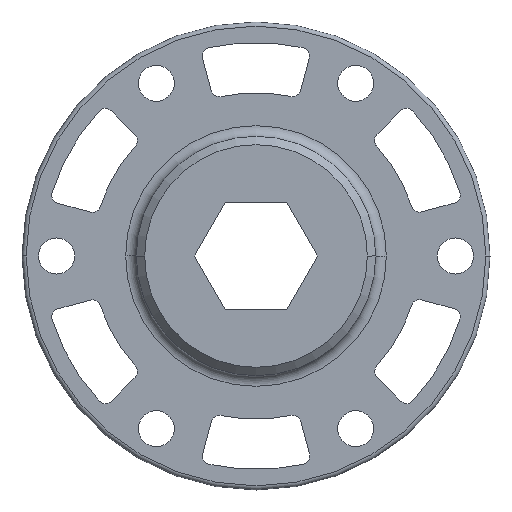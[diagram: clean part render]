
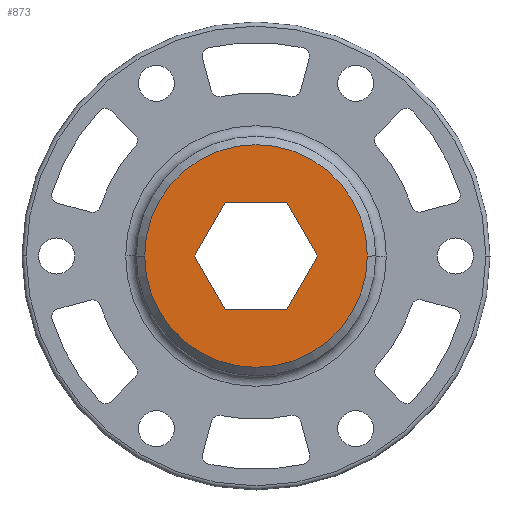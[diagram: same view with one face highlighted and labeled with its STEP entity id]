
A CAD part, left-side view. The second image highlights one B-rep face of the part: STEP entity #873.
In plain terms, the highlighted planar face has unit normal (-1, 0, 0).
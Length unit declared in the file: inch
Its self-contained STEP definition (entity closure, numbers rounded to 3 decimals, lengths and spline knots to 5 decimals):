
#2 = CARTESIAN_POINT ( 'NONE',  ( 0., -0.14463, 0.2505 ) ) ;
#7 = EDGE_CURVE ( 'NONE', #255, #965, #2281, .T. ) ;
#13 = EDGE_CURVE ( 'NONE', #965, #1069, #500, .T. ) ;
#15 = DIRECTION ( 'NONE',  ( 0., -0.5, -0.866 ) ) ;
#27 = EDGE_CURVE ( 'NONE', #2815, #569, #1077, .T. ) ;
#34 = CARTESIAN_POINT ( 'NONE',  ( 0., 0.28925, 0. ) ) ;
#74 = EDGE_CURVE ( 'NONE', #1069, #2318, #994, .T. ) ;
#79 = EDGE_CURVE ( 'NONE', #2318, #2398, #2884, .T. ) ;
#105 = EDGE_CURVE ( 'NONE', #2398, #2654, #1993, .T. ) ;
#125 = EDGE_CURVE ( 'NONE', #2654, #255, #2610, .T. ) ;
#169 = ORIENTED_EDGE ( 'NONE', *, *, #79, .T. ) ;
#183 = ORIENTED_EDGE ( 'NONE', *, *, #105, .T. ) ;
#224 = EDGE_LOOP ( 'NONE', ( #2690, #2532, #607, #169, #183, #707 ) ) ;
#237 = DIRECTION ( 'NONE',  ( 0., -1., 0. ) ) ;
#255 = VERTEX_POINT ( 'NONE', #581 ) ;
#270 = VECTOR ( 'NONE', #15, 39.37008 ) ;
#288 = CARTESIAN_POINT ( 'NONE',  ( 0., 0.14463, 0.2505 ) ) ;
#309 = CARTESIAN_POINT ( 'NONE',  ( 0., -0.14463, 0.2505 ) ) ;
#359 = DIRECTION ( 'NONE',  ( 0., -0.5, 0.866 ) ) ;
#363 = CARTESIAN_POINT ( 'NONE',  ( 0., 0.28925, 0. ) ) ;
#388 = FACE_BOUND ( 'NONE', #224, .T. ) ;
#426 = VECTOR ( 'NONE', #639, 39.37008 ) ;
#498 = CARTESIAN_POINT ( 'NONE',  ( 0., -0.28925, 0. ) ) ;
#500 = LINE ( 'NONE', #782, #426 ) ;
#569 = VERTEX_POINT ( 'NONE', #1354 ) ;
#581 = CARTESIAN_POINT ( 'NONE',  ( 0., -0.14463, -0.2505 ) ) ;
#588 = DIRECTION ( 'NONE',  ( 0., -1., 0. ) ) ;
#590 = DIRECTION ( 'NONE',  ( -1., 0., 0. ) ) ;
#597 = CARTESIAN_POINT ( 'NONE',  ( 0., 0., 0. ) ) ;
#606 = AXIS2_PLACEMENT_3D ( 'NONE', #2792, #2991, #1644 ) ;
#607 = ORIENTED_EDGE ( 'NONE', *, *, #74, .T. ) ;
#639 = DIRECTION ( 'NONE',  ( 0., 0.5, 0.866 ) ) ;
#665 = CARTESIAN_POINT ( 'NONE',  ( 0., -0.14463, -0.2505 ) ) ;
#672 = DIRECTION ( 'NONE',  ( 0., 1., 0. ) ) ;
#707 = ORIENTED_EDGE ( 'NONE', *, *, #125, .T. ) ;
#727 = PLANE ( 'NONE',  #606 ) ;
#782 = CARTESIAN_POINT ( 'NONE',  ( 0., 0.14463, -0.2505 ) ) ;
#873 = ADVANCED_FACE ( 'NONE', ( #1491, #388 ), #727, .T. ) ;
#927 = VECTOR ( 'NONE', #237, 39.37008 ) ;
#965 = VERTEX_POINT ( 'NONE', #1151 ) ;
#989 = EDGE_CURVE ( 'NONE', #569, #2815, #1281, .T. ) ;
#994 = LINE ( 'NONE', #363, #2749 ) ;
#1069 = VERTEX_POINT ( 'NONE', #34 ) ;
#1077 = CIRCLE ( 'NONE', #1490, 0.52342 ) ;
#1109 = ORIENTED_EDGE ( 'NONE', *, *, #989, .T. ) ;
#1151 = CARTESIAN_POINT ( 'NONE',  ( 0., 0.14463, -0.2505 ) ) ;
#1224 = DIRECTION ( 'NONE',  ( 0., -1., 0. ) ) ;
#1281 = CIRCLE ( 'NONE', #2580, 0.52342 ) ;
#1354 = CARTESIAN_POINT ( 'NONE',  ( 0., -0.52342, 0. ) ) ;
#1490 = AXIS2_PLACEMENT_3D ( 'NONE', #597, #590, #588 ) ;
#1491 = FACE_OUTER_BOUND ( 'NONE', #2719, .T. ) ;
#1644 = DIRECTION ( 'NONE',  ( 0., -1., 0. ) ) ;
#1653 = DIRECTION ( 'NONE',  ( -1., 0., 0. ) ) ;
#1671 = VECTOR ( 'NONE', #672, 39.37008 ) ;
#1675 = CARTESIAN_POINT ( 'NONE',  ( 0., 0.14463, 0.2505 ) ) ;
#1925 = VECTOR ( 'NONE', #2788, 39.37008 ) ;
#1993 = LINE ( 'NONE', #2, #270 ) ;
#2257 = CARTESIAN_POINT ( 'NONE',  ( 0., 0., 0. ) ) ;
#2281 = LINE ( 'NONE', #665, #1671 ) ;
#2318 = VERTEX_POINT ( 'NONE', #1675 ) ;
#2398 = VERTEX_POINT ( 'NONE', #309 ) ;
#2532 = ORIENTED_EDGE ( 'NONE', *, *, #13, .T. ) ;
#2580 = AXIS2_PLACEMENT_3D ( 'NONE', #2257, #1653, #1224 ) ;
#2610 = LINE ( 'NONE', #2928, #1925 ) ;
#2622 = CARTESIAN_POINT ( 'NONE',  ( 0., 0.52342, 0. ) ) ;
#2654 = VERTEX_POINT ( 'NONE', #498 ) ;
#2690 = ORIENTED_EDGE ( 'NONE', *, *, #7, .T. ) ;
#2719 = EDGE_LOOP ( 'NONE', ( #2850, #1109 ) ) ;
#2749 = VECTOR ( 'NONE', #359, 39.37008 ) ;
#2788 = DIRECTION ( 'NONE',  ( 0., 0.5, -0.866 ) ) ;
#2792 = CARTESIAN_POINT ( 'NONE',  ( 0., 0., 0. ) ) ;
#2815 = VERTEX_POINT ( 'NONE', #2622 ) ;
#2850 = ORIENTED_EDGE ( 'NONE', *, *, #27, .T. ) ;
#2884 = LINE ( 'NONE', #288, #927 ) ;
#2928 = CARTESIAN_POINT ( 'NONE',  ( 0., -0.28925, 0. ) ) ;
#2991 = DIRECTION ( 'NONE',  ( -1., 0., 0. ) ) ;
